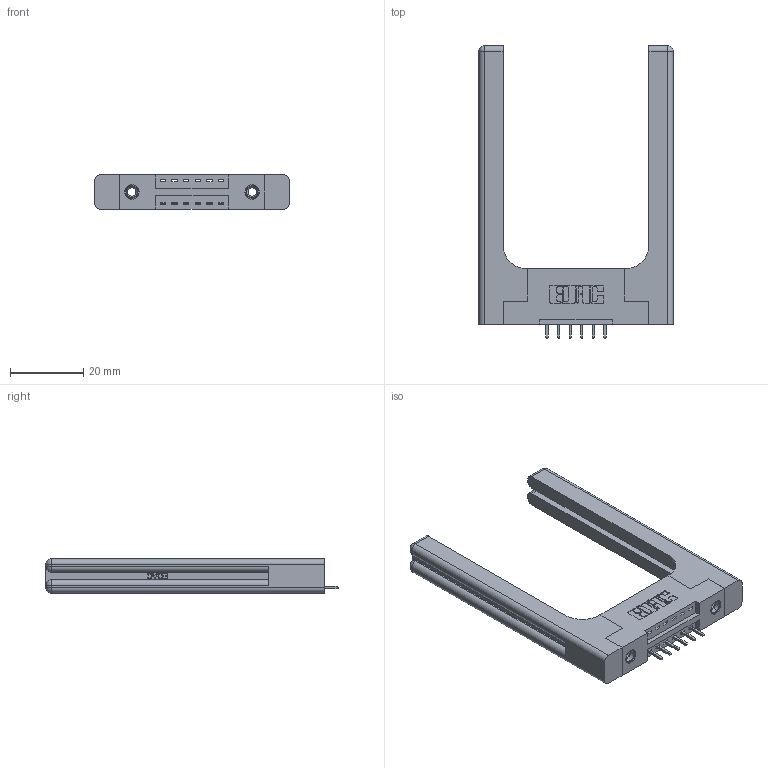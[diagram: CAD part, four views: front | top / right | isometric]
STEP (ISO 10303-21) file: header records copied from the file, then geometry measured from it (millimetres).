
FILE_DESCRIPTION (( 'STEP AP203' ), '1' );
FILE_NAME ('346-006-521-158.STEP', '2022-05-04T18:31:23', ( '' ), ( '' ), 'SwSTEP 2.0', 'SolidWorks 2020', '' );
FILE_SCHEMA (( 'CONFIG_CONTROL_DESIGN' ));
Length unit declared in the file: inch
Products named in the file (5): 346 Part_Flush Mounting Lugs - 0.156 Dia-TH; 345-250-001_345-250-001-102; 345-292-001_345-293-121; 346-006-521-158; 346-220-058_345-220-058
Assembly tree (11 placements, depth 2):
  346-006-521-158
    346 Part_Flush Mounting Lugs - 0.156 Dia-TH
    345-292-001_345-293-121  x6
    345-250-001_345-250-001-102  x2
    346-220-058_345-220-058  x2
Bounding box: 53.11 x 80.01 x 9.4 mm (x, y, z)
Volume: 12319.1 mm3; surface area: 10745.7 mm2
Topology: 11 solids, 11 shells, 740 faces, 2087 edges, 1362 vertices
Faces by surface type: plane 478, cylinder 202, bspline 36, cone 12, sphere 8, torus 4
Entity records: 14186 total; most frequent: CARTESIAN_POINT 3425, ORIENTED_EDGE 2160, DIRECTION 1996, EDGE_CURVE 1080, LINE 832, VECTOR 832, VERTEX_POINT 710, AXIS2_PLACEMENT_3D 582
